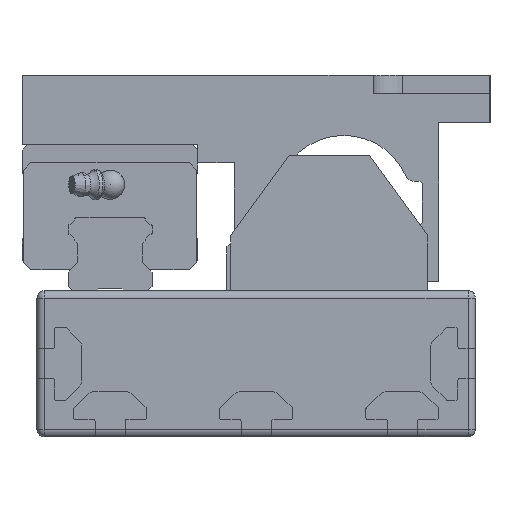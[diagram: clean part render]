
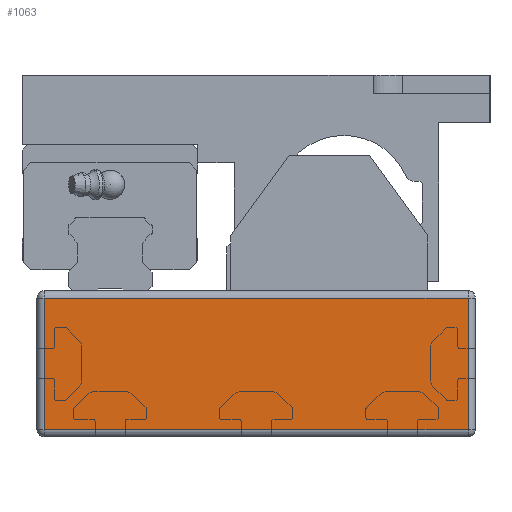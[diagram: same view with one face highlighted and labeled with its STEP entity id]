
A CAD part, left-side view. The second image highlights one B-rep face of the part: STEP entity #1063.
In plain terms, the highlighted planar face has unit normal (-1, 0, 0).
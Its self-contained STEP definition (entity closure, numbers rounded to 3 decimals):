
#1063 = ADVANCED_FACE( '', ( #2299 ), #2300, .T. );
#2299 = FACE_OUTER_BOUND( '', #3728, .T. );
#2300 = PLANE( '', #3729 );
#3728 = EDGE_LOOP( '', ( #6716, #6717, #6718, #6719 ) );
#3729 = AXIS2_PLACEMENT_3D( '', #6720, #6721, #6722 );
#6716 = ORIENTED_EDGE( '', *, *, #8572, .F. );
#6717 = ORIENTED_EDGE( '', *, *, #8856, .F. );
#6718 = ORIENTED_EDGE( '', *, *, #8464, .F. );
#6719 = ORIENTED_EDGE( '', *, *, #8261, .F. );
#6720 = CARTESIAN_POINT( '', ( -543., 58., 38. ) );
#6721 = DIRECTION( '', ( -1., 0., 0. ) );
#6722 = DIRECTION( '', ( 0., 0., 1. ) );
#8261 = EDGE_CURVE( '', #10005, #10007, #10008, .T. );
#8464 = EDGE_CURVE( '', #10007, #10318, #10322, .T. );
#8572 = EDGE_CURVE( '', #10480, #10005, #10483, .T. );
#8856 = EDGE_CURVE( '', #10318, #10480, #10882, .T. );
#10005 = VERTEX_POINT( '', #12403 );
#10007 = VERTEX_POINT( '', #12405 );
#10008 = LINE( '', #12406, #12407 );
#10318 = VERTEX_POINT( '', #12864 );
#10322 = LINE( '', #12869, #12870 );
#10480 = VERTEX_POINT( '', #13079 );
#10483 = LINE( '', #13082, #13083 );
#10882 = LINE( '', #13647, #13648 );
#12403 = CARTESIAN_POINT( '', ( -543., 58., 38. ) );
#12405 = CARTESIAN_POINT( '', ( -543., -58., 38. ) );
#12406 = CARTESIAN_POINT( '', ( -543., -58., 38. ) );
#12407 = VECTOR( '', #14686, 1000. );
#12864 = CARTESIAN_POINT( '', ( -543., -58., 2. ) );
#12869 = CARTESIAN_POINT( '', ( -543., -58., 2. ) );
#12870 = VECTOR( '', #14916, 1000. );
#13079 = CARTESIAN_POINT( '', ( -543., 58., 2. ) );
#13082 = CARTESIAN_POINT( '', ( -543., 58., 38. ) );
#13083 = VECTOR( '', #15034, 1000. );
#13647 = CARTESIAN_POINT( '', ( -543., 58., 2. ) );
#13648 = VECTOR( '', #15413, 1000. );
#14686 = DIRECTION( '', ( 0., -1., 0. ) );
#14916 = DIRECTION( '', ( 0., 0., -1. ) );
#15034 = DIRECTION( '', ( 0., 0., 1. ) );
#15413 = DIRECTION( '', ( 0., 1., 0. ) );
